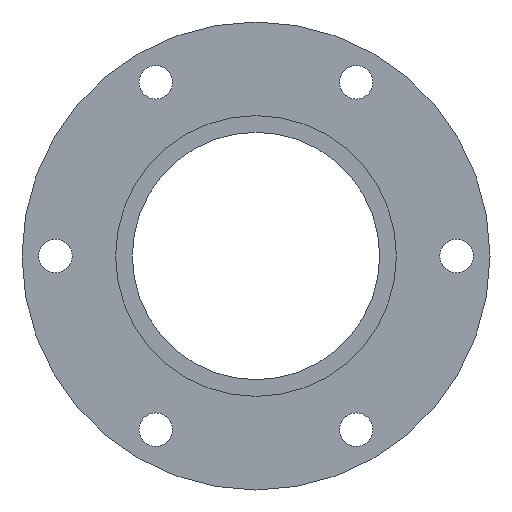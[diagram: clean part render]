
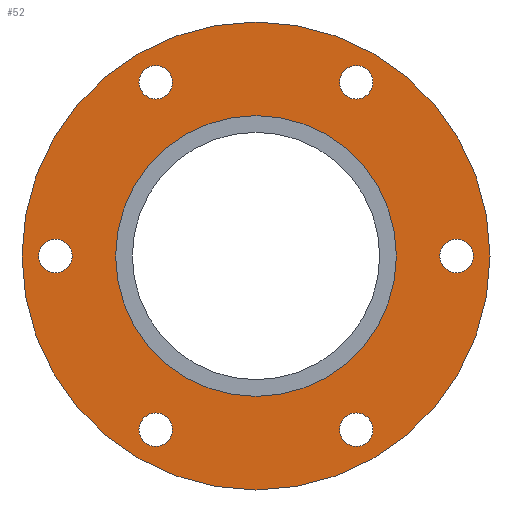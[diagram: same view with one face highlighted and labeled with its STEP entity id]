
A CAD part, left-side view. The second image highlights one B-rep face of the part: STEP entity #52.
In plain terms, the highlighted planar face has unit normal (-1, 0, 0).
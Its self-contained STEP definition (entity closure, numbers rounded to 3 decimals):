
#52=ADVANCED_FACE('',(#113,#114,#115,#116,#117,#118,#119,#120),#121,.F.);
#113=FACE_BOUND('',#196,.T.);
#114=FACE_BOUND('',#197,.T.);
#115=FACE_BOUND('',#198,.T.);
#116=FACE_BOUND('',#199,.T.);
#117=FACE_BOUND('',#200,.T.);
#118=FACE_BOUND('',#201,.T.);
#119=FACE_BOUND('',#202,.T.);
#120=FACE_OUTER_BOUND('',#203,.T.);
#121=PLANE('',#204);
#196=EDGE_LOOP('',(#285));
#197=EDGE_LOOP('',(#286));
#198=EDGE_LOOP('',(#287));
#199=EDGE_LOOP('',(#288));
#200=EDGE_LOOP('',(#289));
#201=EDGE_LOOP('',(#290));
#202=EDGE_LOOP('',(#291));
#203=EDGE_LOOP('',(#292));
#204=AXIS2_PLACEMENT_3D('',#293,#294,#295);
#285=ORIENTED_EDGE('',*,*,#374,.T.);
#286=ORIENTED_EDGE('',*,*,#375,.T.);
#287=ORIENTED_EDGE('',*,*,#376,.T.);
#288=ORIENTED_EDGE('',*,*,#377,.T.);
#289=ORIENTED_EDGE('',*,*,#371,.T.);
#290=ORIENTED_EDGE('',*,*,#366,.T.);
#291=ORIENTED_EDGE('',*,*,#363,.T.);
#292=ORIENTED_EDGE('',*,*,#378,.T.);
#293=CARTESIAN_POINT('',(-25.5,35.0,0.));
#294=DIRECTION('',(1.0,0.0,0.0));
#295=DIRECTION('',(0.0,0.0,-1.0));
#363=EDGE_CURVE('',#405,#405,#406,.T.);
#366=EDGE_CURVE('',#410,#410,#411,.T.);
#371=EDGE_CURVE('',#418,#418,#419,.T.);
#374=EDGE_CURVE('',#423,#423,#424,.T.);
#375=EDGE_CURVE('',#425,#425,#426,.T.);
#376=EDGE_CURVE('',#427,#427,#428,.T.);
#377=EDGE_CURVE('',#429,#429,#430,.T.);
#378=EDGE_CURVE('',#431,#431,#432,.T.);
#405=VERTEX_POINT('',#465);
#406=CIRCLE('',#466,21.0);
#410=VERTEX_POINT('',#470);
#411=CIRCLE('',#471,2.5);
#418=VERTEX_POINT('',#478);
#419=CIRCLE('',#479,2.5);
#423=VERTEX_POINT('',#483);
#424=CIRCLE('',#484,2.5);
#425=VERTEX_POINT('',#485);
#426=CIRCLE('',#486,2.5);
#427=VERTEX_POINT('',#487);
#428=CIRCLE('',#488,2.5);
#429=VERTEX_POINT('',#489);
#430=CIRCLE('',#490,2.5);
#431=VERTEX_POINT('',#491);
#432=CIRCLE('',#492,35.0);
#465=CARTESIAN_POINT('',(-25.5,-21.0,0.0));
#466=AXIS2_PLACEMENT_3D('',#526,#527,#528);
#470=CARTESIAN_POINT('',(-25.5,27.5,0.));
#471=AXIS2_PLACEMENT_3D('',#532,#533,#534);
#478=CARTESIAN_POINT('',(-25.5,13.75,23.816));
#479=AXIS2_PLACEMENT_3D('',#541,#542,#543);
#483=CARTESIAN_POINT('',(-25.5,13.75,-23.816));
#484=AXIS2_PLACEMENT_3D('',#547,#548,#549);
#485=CARTESIAN_POINT('',(-25.5,-13.75,-23.816));
#486=AXIS2_PLACEMENT_3D('',#550,#551,#552);
#487=CARTESIAN_POINT('',(-25.5,-27.5,0.));
#488=AXIS2_PLACEMENT_3D('',#553,#554,#555);
#489=CARTESIAN_POINT('',(-25.5,-13.75,23.816));
#490=AXIS2_PLACEMENT_3D('',#556,#557,#558);
#491=CARTESIAN_POINT('',(-25.5,0.0,35.0));
#492=AXIS2_PLACEMENT_3D('',#559,#560,#561);
#526=CARTESIAN_POINT('',(-25.5,0.0,0.0));
#527=DIRECTION('',(1.0,0.0,0.0));
#528=DIRECTION('',(0.0,-1.0,0.0));
#532=CARTESIAN_POINT('',(-25.5,30.0,0.));
#533=DIRECTION('',(1.0,0.0,0.0));
#534=DIRECTION('',(0.0,-1.0,0.0));
#541=CARTESIAN_POINT('',(-25.5,15.0,25.981));
#542=DIRECTION('',(1.0,0.0,0.0));
#543=DIRECTION('',(0.0,-0.5,-0.866));
#547=CARTESIAN_POINT('',(-25.5,15.0,-25.981));
#548=DIRECTION('',(1.0,0.0,0.0));
#549=DIRECTION('',(0.0,-0.5,0.866));
#550=CARTESIAN_POINT('',(-25.5,-15.0,-25.981));
#551=DIRECTION('',(1.0,0.0,-0.0));
#552=DIRECTION('',(0.0,0.5,0.866));
#553=CARTESIAN_POINT('',(-25.5,-30.0,0.));
#554=DIRECTION('',(1.0,0.0,0.0));
#555=DIRECTION('',(0.0,1.0,0.));
#556=CARTESIAN_POINT('',(-25.5,-15.0,25.981));
#557=DIRECTION('',(1.0,0.0,0.0));
#558=DIRECTION('',(0.0,0.5,-0.866));
#559=CARTESIAN_POINT('',(-25.5,0.0,0.0));
#560=DIRECTION('',(-1.0,0.0,0.0));
#561=DIRECTION('',(0.0,0.0,1.0));
